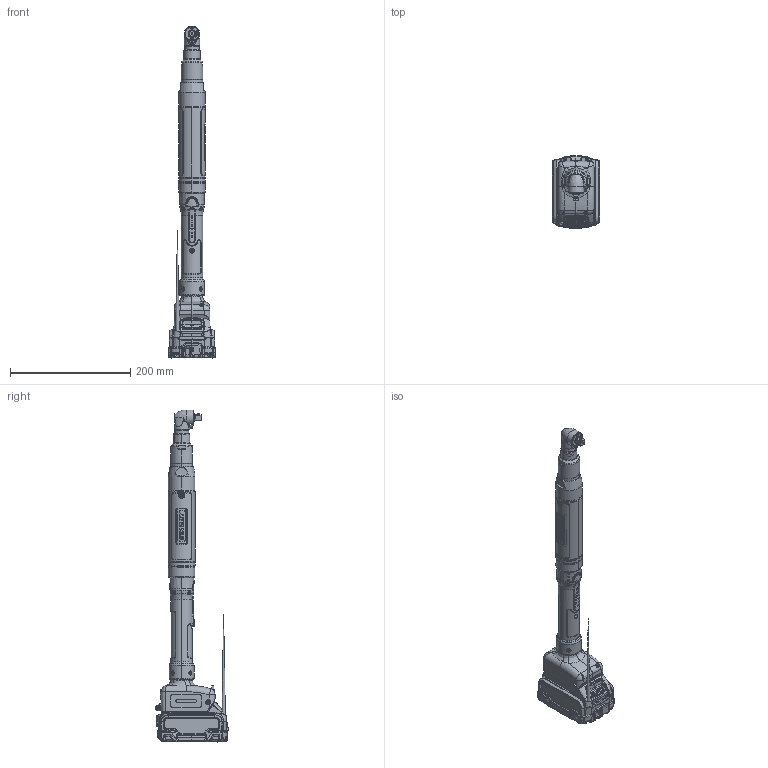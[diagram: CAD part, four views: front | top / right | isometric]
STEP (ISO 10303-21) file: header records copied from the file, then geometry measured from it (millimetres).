
FILE_DESCRIPTION((''),'2;1');
FILE_NAME('B23LA13-15','2017-02-23T',('DMG0713'),(''),'PRO/ENGINEER BY PARAMETRIC TECHNOLOGY CORPORATION, 2010430','PRO/ENGINEER BY PARAMETRIC TECHNOLOGY CORPORATION, 2010430','');
FILE_SCHEMA(('CONFIG_CONTROL_DESIGN'));
Length unit declared in the file: inch
Products named in the file (1): B23LA13-15
Bounding box: 78.94 x 120.11 x 551.61 mm (x, y, z)
Surface area: 209075.1 mm2 (no closed solid volume)
Topology: 0 solids, 293 shells, 2526 faces, 10929 edges, 8425 vertices
Faces by surface type: bspline 731, cylinder 660, plane 617, cone 254, torus 138, extrusion 78, sphere 44, revolution 4
Entity records: 189374 total; most frequent: CARTESIAN_POINT 113264, ORIENTED_EDGE 15001, DIRECTION 12298, EDGE_CURVE 10888, VERTEX_POINT 8425, B_SPLINE_CURVE_WITH_KNOTS 4637, AXIS2_PLACEMENT_3D 4172, VECTOR 3950
